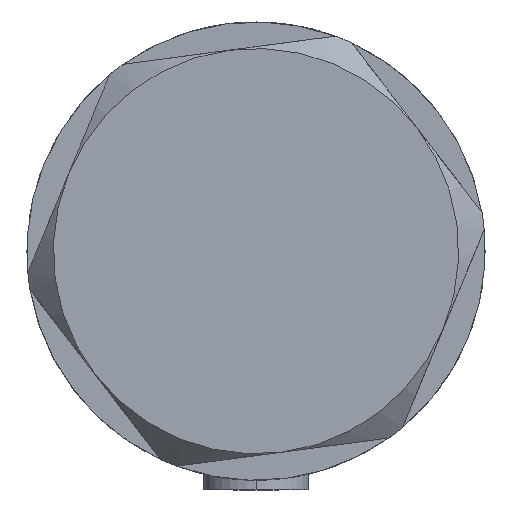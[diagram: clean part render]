
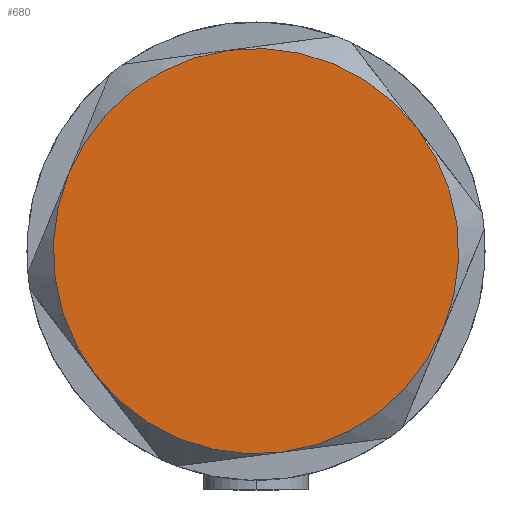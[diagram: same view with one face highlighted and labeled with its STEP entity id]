
A CAD part, left-side view. The second image highlights one B-rep face of the part: STEP entity #680.
In plain terms, the highlighted face is planar.
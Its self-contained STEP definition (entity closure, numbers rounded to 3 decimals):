
#13 = VERTEX_POINT ( 'NONE', #658 ) ;
#247 = EDGE_CURVE ( 'NONE', #3621, #13, #1624, .T. ) ;
#262 = CARTESIAN_POINT ( 'NONE',  ( 0., 0., 9. ) ) ;
#327 = DIRECTION ( 'NONE',  ( 1., 0., 0. ) ) ;
#425 = ORIENTED_EDGE ( 'NONE', *, *, #247, .T. ) ;
#504 = DIRECTION ( 'NONE',  ( 1., 0., 0. ) ) ;
#542 = EDGE_CURVE ( 'NONE', #2350, #2778, #4244, .T. ) ;
#556 = CIRCLE ( 'NONE', #4009, 23. ) ;
#624 = CARTESIAN_POINT ( 'NONE',  ( 0., 0., 9. ) ) ;
#653 = DIRECTION ( 'NONE',  ( 0., 0., 1. ) ) ;
#658 = CARTESIAN_POINT ( 'NONE',  ( -11.5, 19.919, 9. ) ) ;
#680 = ADVANCED_FACE ( 'NONE', ( #987 ), #3790, .T. ) ;
#941 = CARTESIAN_POINT ( 'NONE',  ( 0., 0., 9. ) ) ;
#956 = DIRECTION ( 'NONE',  ( 0., 0., 1. ) ) ;
#970 = CIRCLE ( 'NONE', #3125, 23. ) ;
#987 = FACE_OUTER_BOUND ( 'NONE', #4972, .T. ) ;
#1083 = DIRECTION ( 'NONE',  ( 1., 0., 0. ) ) ;
#1095 = CARTESIAN_POINT ( 'NONE',  ( -23., 0., 9. ) ) ;
#1201 = EDGE_CURVE ( 'NONE', #13, #3137, #970, .T. ) ;
#1325 = CARTESIAN_POINT ( 'NONE',  ( 0., 0., 9. ) ) ;
#1333 = CARTESIAN_POINT ( 'NONE',  ( 11.5, -19.919, 9. ) ) ;
#1452 = CARTESIAN_POINT ( 'NONE',  ( 11.5, 19.919, 9. ) ) ;
#1516 = EDGE_CURVE ( 'NONE', #2864, #2350, #2880, .T. ) ;
#1624 = CIRCLE ( 'NONE', #4832, 23. ) ;
#1693 = ORIENTED_EDGE ( 'NONE', *, *, #2809, .T. ) ;
#1709 = DIRECTION ( 'NONE',  ( 1., 0., 0. ) ) ;
#1790 = DIRECTION ( 'NONE',  ( 1., 0., 0. ) ) ;
#1846 = DIRECTION ( 'NONE',  ( 0., 0., 1. ) ) ;
#1945 = AXIS2_PLACEMENT_3D ( 'NONE', #1325, #956, #504 ) ;
#2097 = CARTESIAN_POINT ( 'NONE',  ( 0., 0., 9. ) ) ;
#2184 = ORIENTED_EDGE ( 'NONE', *, *, #542, .T. ) ;
#2322 = ORIENTED_EDGE ( 'NONE', *, *, #2907, .T. ) ;
#2350 = VERTEX_POINT ( 'NONE', #1333 ) ;
#2387 = AXIS2_PLACEMENT_3D ( 'NONE', #624, #653, #5042 ) ;
#2455 = AXIS2_PLACEMENT_3D ( 'NONE', #2697, #4335, #327 ) ;
#2697 = CARTESIAN_POINT ( 'NONE',  ( 0., 0., 9. ) ) ;
#2778 = VERTEX_POINT ( 'NONE', #3776 ) ;
#2809 = EDGE_CURVE ( 'NONE', #3137, #2864, #5006, .T. ) ;
#2864 = VERTEX_POINT ( 'NONE', #5088 ) ;
#2880 = CIRCLE ( 'NONE', #2455, 23. ) ;
#2907 = EDGE_CURVE ( 'NONE', #2778, #3621, #556, .T. ) ;
#2914 = DIRECTION ( 'NONE',  ( 0., 0., 1. ) ) ;
#3125 = AXIS2_PLACEMENT_3D ( 'NONE', #941, #2914, #1709 ) ;
#3137 = VERTEX_POINT ( 'NONE', #1095 ) ;
#3441 = DIRECTION ( 'NONE',  ( 1., 0., 0. ) ) ;
#3621 = VERTEX_POINT ( 'NONE', #1452 ) ;
#3765 = CARTESIAN_POINT ( 'NONE',  ( 0., 0., 9. ) ) ;
#3776 = CARTESIAN_POINT ( 'NONE',  ( 23., 0., 9. ) ) ;
#3790 = PLANE ( 'NONE',  #4075 ) ;
#3820 = DIRECTION ( 'NONE',  ( 0., 0., 1. ) ) ;
#4009 = AXIS2_PLACEMENT_3D ( 'NONE', #3765, #3820, #1790 ) ;
#4075 = AXIS2_PLACEMENT_3D ( 'NONE', #262, #4687, #1083 ) ;
#4244 = CIRCLE ( 'NONE', #1945, 23. ) ;
#4335 = DIRECTION ( 'NONE',  ( 0., 0., 1. ) ) ;
#4363 = ORIENTED_EDGE ( 'NONE', *, *, #1516, .T. ) ;
#4687 = DIRECTION ( 'NONE',  ( 0., 0., 1. ) ) ;
#4832 = AXIS2_PLACEMENT_3D ( 'NONE', #2097, #1846, #3441 ) ;
#4972 = EDGE_LOOP ( 'NONE', ( #2184, #2322, #425, #5154, #1693, #4363 ) ) ;
#5006 = CIRCLE ( 'NONE', #2387, 23. ) ;
#5042 = DIRECTION ( 'NONE',  ( 1., 0., 0. ) ) ;
#5088 = CARTESIAN_POINT ( 'NONE',  ( -11.5, -19.919, 9. ) ) ;
#5154 = ORIENTED_EDGE ( 'NONE', *, *, #1201, .T. ) ;
